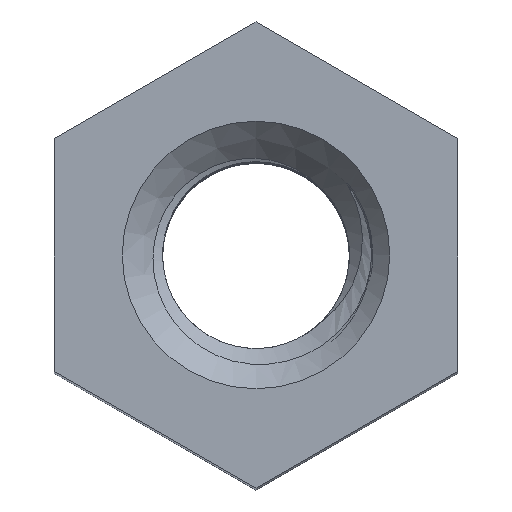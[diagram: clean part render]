
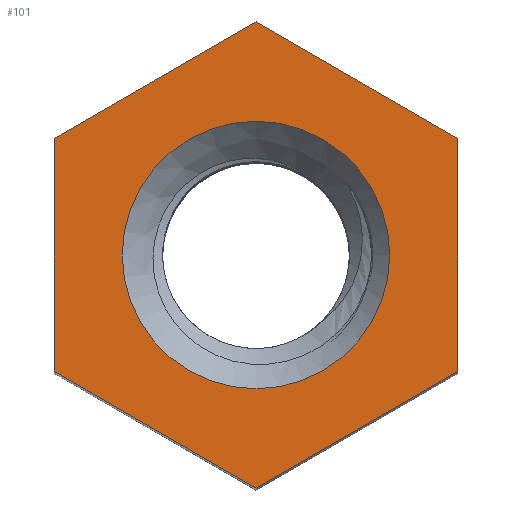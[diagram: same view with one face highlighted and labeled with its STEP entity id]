
A CAD part, top view. The second image highlights one B-rep face of the part: STEP entity #101.
In plain terms, the highlighted planar face has unit normal (0, 0, 1).
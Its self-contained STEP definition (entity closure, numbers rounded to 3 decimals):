
#101=ADVANCED_FACE('',(#15403,#15405),#15407,.T.);
#15403=FACE_BOUND('',#15404,.T.);
#15404=EDGE_LOOP('',(#16451,#16452,#16453,#16454,#16455,#16456));
#15405=FACE_BOUND('',#15406,.T.);
#15406=EDGE_LOOP('',(#16457));
#15407=PLANE('',#15408);
#15408=AXIS2_PLACEMENT_3D('',#15409,#15410,#15411);
#15409=CARTESIAN_POINT('',(0.,0.,20.));
#15410=DIRECTION('',(0.,0.,1.));
#15411=DIRECTION('',(-1.,0.,0.));
#16451=ORIENTED_EDGE('',*,*,#16695,.T.);
#16452=ORIENTED_EDGE('',*,*,#16696,.T.);
#16453=ORIENTED_EDGE('',*,*,#16697,.T.);
#16454=ORIENTED_EDGE('',*,*,#16698,.T.);
#16455=ORIENTED_EDGE('',*,*,#16699,.T.);
#16456=ORIENTED_EDGE('',*,*,#16700,.T.);
#16457=ORIENTED_EDGE('',*,*,#16622,.T.);
#16622=EDGE_CURVE('',#16754,#16754,#16755,.F.);
#16695=EDGE_CURVE('',#16896,#16897,#16898,.T.);
#16696=EDGE_CURVE('',#16897,#16899,#16900,.T.);
#16697=EDGE_CURVE('',#16899,#16901,#16902,.T.);
#16698=EDGE_CURVE('',#16901,#16903,#16904,.T.);
#16699=EDGE_CURVE('',#16903,#16905,#16906,.T.);
#16700=EDGE_CURVE('',#16905,#16896,#16907,.T.);
#16754=VERTEX_POINT('',#17106);
#16755=CIRCLE('',#17107,2.32);
#16896=VERTEX_POINT('',#21231);
#16897=VERTEX_POINT('',#21232);
#16898=LINE('',#21233,#21234);
#16899=VERTEX_POINT('',#21236);
#16900=LINE('',#21237,#21238);
#16901=VERTEX_POINT('',#21240);
#16902=LINE('',#21241,#21242);
#16903=VERTEX_POINT('',#21244);
#16904=LINE('',#21245,#21246);
#16905=VERTEX_POINT('',#21248);
#16906=LINE('',#21249,#21250);
#16907=LINE('',#21252,#21253);
#17106=CARTESIAN_POINT('',(0.,2.32,20.));
#17107=AXIS2_PLACEMENT_3D('',#17108,#17109,#17110);
#17108=CARTESIAN_POINT('',(0.,0.,20.));
#17109=DIRECTION('',(0.,0.,1.));
#17110=DIRECTION('',(0.,1.,-0.));
#21231=CARTESIAN_POINT('',(0.,-4.041,20.));
#21232=CARTESIAN_POINT('',(3.5,-2.021,20.));
#21233=CARTESIAN_POINT('',(0.,-4.041,20.));
#21234=VECTOR('',#21235,1.);
#21235=DIRECTION('',(0.866,0.5,0.));
#21236=CARTESIAN_POINT('',(3.5,2.021,20.));
#21237=CARTESIAN_POINT('',(3.5,-2.021,20.));
#21238=VECTOR('',#21239,1.);
#21239=DIRECTION('',(0.,1.,0.));
#21240=CARTESIAN_POINT('',(0.,4.041,20.));
#21241=CARTESIAN_POINT('',(3.5,2.021,20.));
#21242=VECTOR('',#21243,1.);
#21243=DIRECTION('',(-0.866,0.5,0.));
#21244=CARTESIAN_POINT('',(-3.5,2.021,20.));
#21245=CARTESIAN_POINT('',(0.,4.041,20.));
#21246=VECTOR('',#21247,1.);
#21247=DIRECTION('',(-0.866,-0.5,0.));
#21248=CARTESIAN_POINT('',(-3.5,-2.021,20.));
#21249=CARTESIAN_POINT('',(-3.5,2.021,20.));
#21250=VECTOR('',#21251,1.);
#21251=DIRECTION('',(0.,-1.,0.));
#21252=CARTESIAN_POINT('',(-3.5,-2.021,20.));
#21253=VECTOR('',#21254,1.);
#21254=DIRECTION('',(0.866,-0.5,0.));
